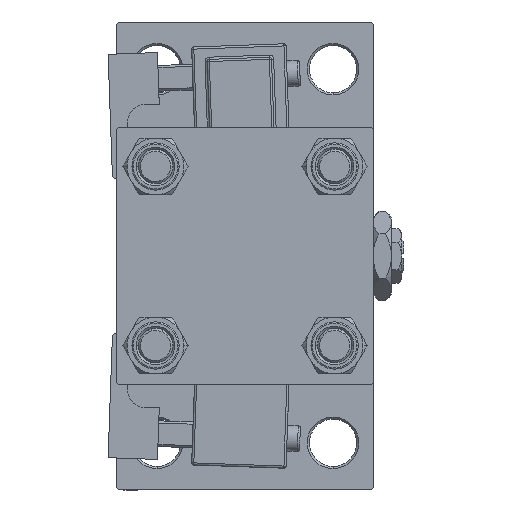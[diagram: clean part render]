
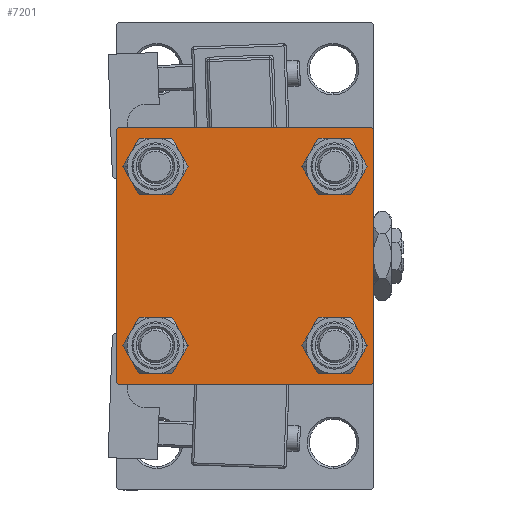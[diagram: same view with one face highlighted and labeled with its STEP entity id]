
A CAD part, left-side view. The second image highlights one B-rep face of the part: STEP entity #7201.
In plain terms, the highlighted planar face has unit normal (-1, 0, 0).
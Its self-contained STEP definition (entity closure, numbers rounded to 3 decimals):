
#244 = VERTEX_POINT ( 'NONE', #13516 ) ;
#503 = ORIENTED_EDGE ( 'NONE', *, *, #19329, .F. ) ;
#886 = VERTEX_POINT ( 'NONE', #42952 ) ;
#1457 = CARTESIAN_POINT ( 'NONE',  ( 0., 30., -30. ) ) ;
#1471 = AXIS2_PLACEMENT_3D ( 'NONE', #50169, #41850, #2537 ) ;
#1845 = VECTOR ( 'NONE', #51482, 1000. ) ;
#2000 = LINE ( 'NONE', #33734, #33867 ) ;
#2096 = CARTESIAN_POINT ( 'NONE',  ( 0., -20.85, -20.85 ) ) ;
#2130 = CARTESIAN_POINT ( 'NONE',  ( 0., 29.5, 30. ) ) ;
#2171 = DIRECTION ( 'NONE',  ( 0., 0., 1. ) ) ;
#2209 = CARTESIAN_POINT ( 'NONE',  ( 0., 20.85, 25.35 ) ) ;
#2315 = ORIENTED_EDGE ( 'NONE', *, *, #42152, .T. ) ;
#2537 = DIRECTION ( 'NONE',  ( 0., 0., 1. ) ) ;
#2690 = EDGE_CURVE ( 'NONE', #51214, #25730, #40476, .T. ) ;
#3200 = DIRECTION ( 'NONE',  ( 0., 0., -1. ) ) ;
#3794 = CARTESIAN_POINT ( 'NONE',  ( 0., 20.85, 20.85 ) ) ;
#4040 = CARTESIAN_POINT ( 'NONE',  ( 0., -20.85, -25.35 ) ) ;
#4290 = CARTESIAN_POINT ( 'NONE',  ( 0., -30., 29.5 ) ) ;
#4387 = CIRCLE ( 'NONE', #32657, 4.5 ) ;
#4887 = ORIENTED_EDGE ( 'NONE', *, *, #40479, .T. ) ;
#5438 = ORIENTED_EDGE ( 'NONE', *, *, #10255, .T. ) ;
#5606 = CIRCLE ( 'NONE', #31337, 4.5 ) ;
#5629 = LINE ( 'NONE', #1457, #30465 ) ;
#5683 = ORIENTED_EDGE ( 'NONE', *, *, #45739, .T. ) ;
#7201 = ADVANCED_FACE ( 'NONE', ( #44050, #8917, #16730, #20362, #32338 ), #48221, .T. ) ;
#7581 = CARTESIAN_POINT ( 'NONE',  ( 0., 29.75, -29.75 ) ) ;
#7979 = ORIENTED_EDGE ( 'NONE', *, *, #32678, .T. ) ;
#8486 = DIRECTION ( 'NONE',  ( 0., 0.707, 0.707 ) ) ;
#8917 = FACE_BOUND ( 'NONE', #20140, .T. ) ;
#9043 = ORIENTED_EDGE ( 'NONE', *, *, #35785, .T. ) ;
#9074 = CARTESIAN_POINT ( 'NONE',  ( 0., 30., -29.5 ) ) ;
#9245 = EDGE_CURVE ( 'NONE', #48506, #25730, #2000, .T. ) ;
#9375 = VERTEX_POINT ( 'NONE', #20954 ) ;
#9505 = DIRECTION ( 'NONE',  ( 0., 0., -1. ) ) ;
#10255 = EDGE_CURVE ( 'NONE', #9375, #30491, #16809, .T. ) ;
#10824 = CARTESIAN_POINT ( 'NONE',  ( 0., -20.85, 25.35 ) ) ;
#11997 = DIRECTION ( 'NONE',  ( 0., -0.707, -0.707 ) ) ;
#12169 = CIRCLE ( 'NONE', #16350, 4.5 ) ;
#12652 = EDGE_LOOP ( 'NONE', ( #5683, #18230 ) ) ;
#13516 = CARTESIAN_POINT ( 'NONE',  ( 0., 20.85, 16.35 ) ) ;
#13517 = ORIENTED_EDGE ( 'NONE', *, *, #9245, .F. ) ;
#13887 = DIRECTION ( 'NONE',  ( 1., 0., 0. ) ) ;
#13916 = CARTESIAN_POINT ( 'NONE',  ( 0., 29.75, 29.75 ) ) ;
#14244 = DIRECTION ( 'NONE',  ( 1., 0., 0. ) ) ;
#14308 = ORIENTED_EDGE ( 'NONE', *, *, #14741, .T. ) ;
#14623 = CARTESIAN_POINT ( 'NONE',  ( 0., -20.85, 20.85 ) ) ;
#14741 = EDGE_CURVE ( 'NONE', #39596, #49162, #25806, .T. ) ;
#14748 = DIRECTION ( 'NONE',  ( 0., 0., 1. ) ) ;
#14813 = VERTEX_POINT ( 'NONE', #23991 ) ;
#14961 = CARTESIAN_POINT ( 'NONE',  ( 0., -20.85, 16.35 ) ) ;
#15672 = DIRECTION ( 'NONE',  ( 0., 0., 1. ) ) ;
#15886 = AXIS2_PLACEMENT_3D ( 'NONE', #38680, #14244, #14748 ) ;
#16334 = LINE ( 'NONE', #35591, #1845 ) ;
#16350 = AXIS2_PLACEMENT_3D ( 'NONE', #2096, #28653, #25275 ) ;
#16476 = VERTEX_POINT ( 'NONE', #4040 ) ;
#16730 = FACE_BOUND ( 'NONE', #32402, .T. ) ;
#16809 = LINE ( 'NONE', #29527, #37253 ) ;
#17575 = DIRECTION ( 'NONE',  ( 0., 0.707, -0.707 ) ) ;
#17596 = DIRECTION ( 'NONE',  ( 0., -1., 0. ) ) ;
#18230 = ORIENTED_EDGE ( 'NONE', *, *, #42933, .T. ) ;
#18738 = EDGE_CURVE ( 'NONE', #14813, #22026, #16334, .T. ) ;
#18799 = CARTESIAN_POINT ( 'NONE',  ( 0., 20.85, -20.85 ) ) ;
#18803 = ORIENTED_EDGE ( 'NONE', *, *, #19751, .T. ) ;
#19329 = EDGE_CURVE ( 'NONE', #51214, #22026, #38839, .T. ) ;
#19751 = EDGE_CURVE ( 'NONE', #34409, #16476, #37495, .T. ) ;
#19929 = CARTESIAN_POINT ( 'NONE',  ( 0., -29.75, 29.75 ) ) ;
#20140 = EDGE_LOOP ( 'NONE', ( #18803, #4887 ) ) ;
#20362 = FACE_BOUND ( 'NONE', #12652, .T. ) ;
#20954 = CARTESIAN_POINT ( 'NONE',  ( 0., 30., 29.5 ) ) ;
#21760 = DIRECTION ( 'NONE',  ( 0., 0., 1. ) ) ;
#22026 = VERTEX_POINT ( 'NONE', #27044 ) ;
#22744 = VECTOR ( 'NONE', #17575, 1000. ) ;
#23157 = CARTESIAN_POINT ( 'NONE',  ( 0., 20.85, -16.35 ) ) ;
#23991 = CARTESIAN_POINT ( 'NONE',  ( 0., -29.5, -30. ) ) ;
#24243 = ORIENTED_EDGE ( 'NONE', *, *, #38346, .T. ) ;
#24533 = DIRECTION ( 'NONE',  ( -1., 0., 0. ) ) ;
#24971 = VERTEX_POINT ( 'NONE', #2209 ) ;
#25025 = DIRECTION ( 'NONE',  ( 0., 0., 1. ) ) ;
#25275 = DIRECTION ( 'NONE',  ( 0., 0., 1. ) ) ;
#25499 = EDGE_CURVE ( 'NONE', #48506, #9375, #37343, .T. ) ;
#25730 = VERTEX_POINT ( 'NONE', #51383 ) ;
#25806 = CIRCLE ( 'NONE', #39918, 4.5 ) ;
#26281 = VECTOR ( 'NONE', #8486, 1000. ) ;
#26434 = DIRECTION ( 'NONE',  ( 1., 0., 0. ) ) ;
#27044 = CARTESIAN_POINT ( 'NONE',  ( 0., -30., -29.5 ) ) ;
#28653 = DIRECTION ( 'NONE',  ( 1., 0., 0. ) ) ;
#28661 = CARTESIAN_POINT ( 'NONE',  ( 0., 20.85, -25.35 ) ) ;
#29304 = DIRECTION ( 'NONE',  ( 1., 0., 0. ) ) ;
#29527 = CARTESIAN_POINT ( 'NONE',  ( 0., 30., 30. ) ) ;
#29676 = EDGE_LOOP ( 'NONE', ( #5438, #9043, #38247, #45054, #503, #34087, #13517, #35442 ) ) ;
#30465 = VECTOR ( 'NONE', #17596, 1000. ) ;
#30491 = VERTEX_POINT ( 'NONE', #9074 ) ;
#31337 = AXIS2_PLACEMENT_3D ( 'NONE', #18799, #13887, #2171 ) ;
#32338 = FACE_OUTER_BOUND ( 'NONE', #29676, .T. ) ;
#32402 = EDGE_LOOP ( 'NONE', ( #2315, #7979 ) ) ;
#32657 = AXIS2_PLACEMENT_3D ( 'NONE', #33594, #45825, #25025 ) ;
#32678 = EDGE_CURVE ( 'NONE', #41288, #37870, #4387, .T. ) ;
#32941 = AXIS2_PLACEMENT_3D ( 'NONE', #3794, #26434, #42310 ) ;
#33594 = CARTESIAN_POINT ( 'NONE',  ( 0., 20.85, -20.85 ) ) ;
#33734 = CARTESIAN_POINT ( 'NONE',  ( 0., 30., 30. ) ) ;
#33867 = VECTOR ( 'NONE', #37899, 1000. ) ;
#34087 = ORIENTED_EDGE ( 'NONE', *, *, #2690, .T. ) ;
#34409 = VERTEX_POINT ( 'NONE', #46930 ) ;
#35423 = CIRCLE ( 'NONE', #32941, 4.5 ) ;
#35441 = DIRECTION ( 'NONE',  ( 1., 0., 0. ) ) ;
#35442 = ORIENTED_EDGE ( 'NONE', *, *, #25499, .T. ) ;
#35591 = CARTESIAN_POINT ( 'NONE',  ( 0., -29.75, -29.75 ) ) ;
#35722 = CARTESIAN_POINT ( 'NONE',  ( 0., -30., 30. ) ) ;
#35785 = EDGE_CURVE ( 'NONE', #30491, #886, #48177, .T. ) ;
#37145 = AXIS2_PLACEMENT_3D ( 'NONE', #44309, #24533, #40399 ) ;
#37253 = VECTOR ( 'NONE', #9505, 1000. ) ;
#37343 = LINE ( 'NONE', #13916, #22744 ) ;
#37495 = CIRCLE ( 'NONE', #15886, 4.5 ) ;
#37870 = VERTEX_POINT ( 'NONE', #23157 ) ;
#37899 = DIRECTION ( 'NONE',  ( 0., -1., 0. ) ) ;
#38247 = ORIENTED_EDGE ( 'NONE', *, *, #41112, .T. ) ;
#38346 = EDGE_CURVE ( 'NONE', #49162, #39596, #46166, .T. ) ;
#38680 = CARTESIAN_POINT ( 'NONE',  ( 0., -20.85, -20.85 ) ) ;
#38839 = LINE ( 'NONE', #35722, #44933 ) ;
#39596 = VERTEX_POINT ( 'NONE', #14961 ) ;
#39918 = AXIS2_PLACEMENT_3D ( 'NONE', #14623, #35441, #15672 ) ;
#40399 = DIRECTION ( 'NONE',  ( 0., 0., 1. ) ) ;
#40476 = LINE ( 'NONE', #19929, #26281 ) ;
#40479 = EDGE_CURVE ( 'NONE', #16476, #34409, #12169, .T. ) ;
#41112 = EDGE_CURVE ( 'NONE', #886, #14813, #5629, .T. ) ;
#41288 = VERTEX_POINT ( 'NONE', #28661 ) ;
#41527 = CARTESIAN_POINT ( 'NONE',  ( 0., -20.85, 20.85 ) ) ;
#41850 = DIRECTION ( 'NONE',  ( 1., 0., 0. ) ) ;
#42152 = EDGE_CURVE ( 'NONE', #37870, #41288, #5606, .T. ) ;
#42310 = DIRECTION ( 'NONE',  ( 0., 0., 1. ) ) ;
#42817 = AXIS2_PLACEMENT_3D ( 'NONE', #41527, #29304, #21760 ) ;
#42933 = EDGE_CURVE ( 'NONE', #244, #24971, #35423, .T. ) ;
#42952 = CARTESIAN_POINT ( 'NONE',  ( 0., 29.5, -30. ) ) ;
#43575 = VECTOR ( 'NONE', #11997, 1000. ) ;
#44050 = FACE_BOUND ( 'NONE', #51260, .T. ) ;
#44309 = CARTESIAN_POINT ( 'NONE',  ( 0., 0., 0. ) ) ;
#44933 = VECTOR ( 'NONE', #3200, 1000. ) ;
#45054 = ORIENTED_EDGE ( 'NONE', *, *, #18738, .T. ) ;
#45739 = EDGE_CURVE ( 'NONE', #24971, #244, #51342, .T. ) ;
#45825 = DIRECTION ( 'NONE',  ( 1., 0., 0. ) ) ;
#46166 = CIRCLE ( 'NONE', #42817, 4.5 ) ;
#46930 = CARTESIAN_POINT ( 'NONE',  ( 0., -20.85, -16.35 ) ) ;
#48177 = LINE ( 'NONE', #7581, #43575 ) ;
#48221 = PLANE ( 'NONE',  #37145 ) ;
#48506 = VERTEX_POINT ( 'NONE', #2130 ) ;
#49162 = VERTEX_POINT ( 'NONE', #10824 ) ;
#50169 = CARTESIAN_POINT ( 'NONE',  ( 0., 20.85, 20.85 ) ) ;
#51214 = VERTEX_POINT ( 'NONE', #4290 ) ;
#51260 = EDGE_LOOP ( 'NONE', ( #24243, #14308 ) ) ;
#51342 = CIRCLE ( 'NONE', #1471, 4.5 ) ;
#51383 = CARTESIAN_POINT ( 'NONE',  ( 0., -29.5, 30. ) ) ;
#51482 = DIRECTION ( 'NONE',  ( 0., -0.707, 0.707 ) ) ;
